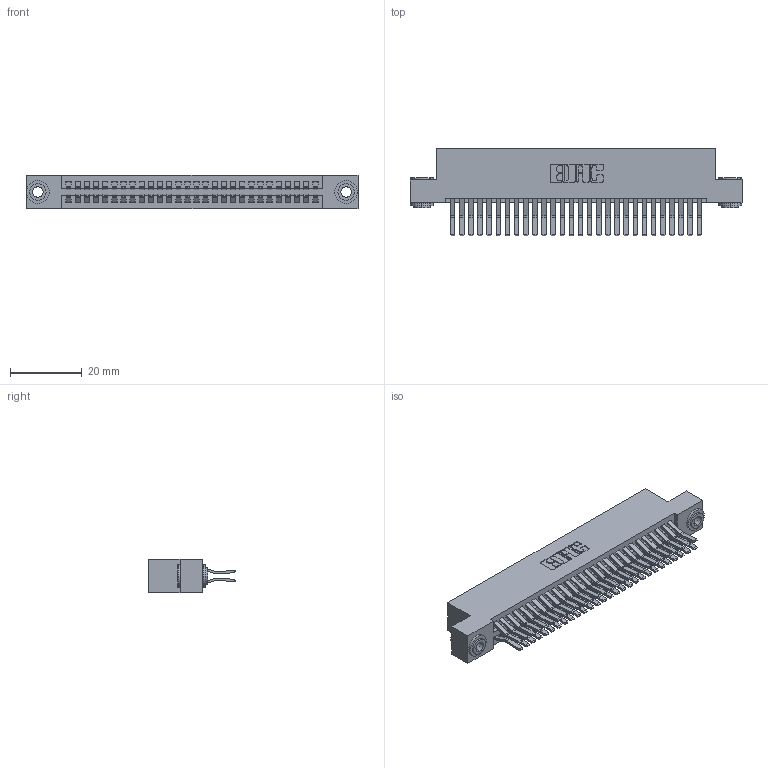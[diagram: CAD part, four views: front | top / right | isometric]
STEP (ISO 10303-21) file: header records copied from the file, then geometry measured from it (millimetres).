
FILE_DESCRIPTION (( 'STEP AP203' ), '1' );
FILE_NAME ('345-056-560-203.STEP', '2019-10-30T03:59:37', ( '' ), ( '' ), 'SwSTEP 2.0', 'SolidWorks 2016', '' );
FILE_SCHEMA (( 'CONFIG_CONTROL_DESIGN' ));
Length unit declared in the file: inch
Products named in the file (4): 345 Part_Flush Mounting Lugs - 0.156 Dia-TH; 345-250-002_345-250-002-102; 345-056-560-203; 345-292-001_560 Tail
Assembly tree (59 placements, depth 2):
  345-056-560-203
    345 Part_Flush Mounting Lugs - 0.156 Dia-TH
    345-292-001_560 Tail  x56
    345-250-002_345-250-002-102  x2
Bounding box: 92.33 x 24.45 x 9.4 mm (x, y, z)
Volume: 9225.4 mm3; surface area: 14514.5 mm2
Topology: 59 solids, 59 shells, 3076 faces, 9097 edges, 5986 vertices
Faces by surface type: plane 1938, cylinder 1130, cone 8
Entity records: 24592 total; most frequent: CARTESIAN_POINT 4111, ORIENTED_EDGE 4038, DIRECTION 3677, EDGE_CURVE 2019, VECTOR 1747, LINE 1747, VERTEX_POINT 1342, AXIS2_PLACEMENT_3D 965
